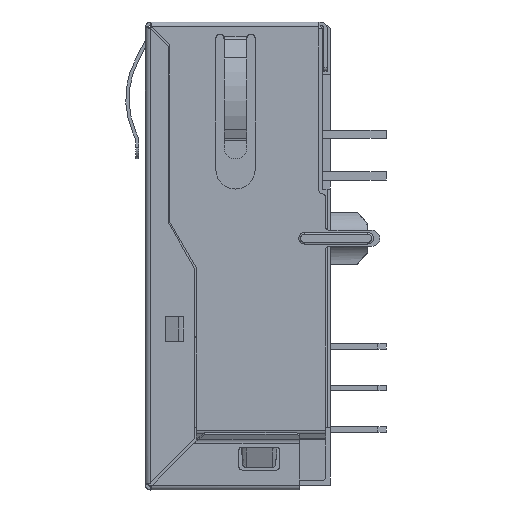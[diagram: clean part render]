
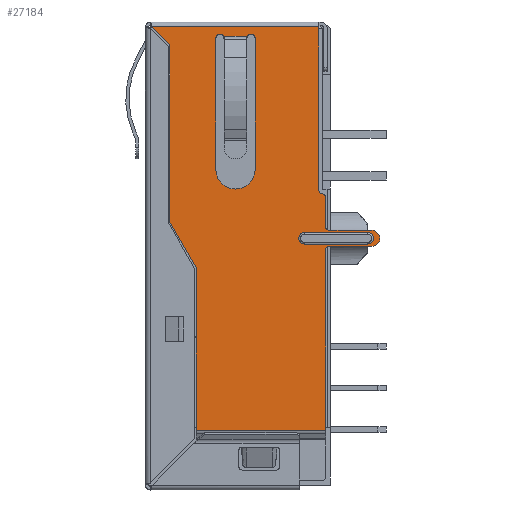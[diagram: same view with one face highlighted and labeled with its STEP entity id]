
A CAD part, left-side view. The second image highlights one B-rep face of the part: STEP entity #27184.
In plain terms, the highlighted planar face has unit normal (-1, 0, 0).
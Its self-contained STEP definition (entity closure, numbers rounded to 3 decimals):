
#6761=DIRECTION('',(0.,1.,0.));
#6762=VECTOR('',#6761,10.2);
#6763=CARTESIAN_POINT('',(3.388,-0.027,
11.));
#6764=LINE('',#6763,#6762);
#6774=CARTESIAN_POINT('',(3.388,-0.627,
-1.21));
#6775=DIRECTION('',(-1.,0.,0.));
#6776=DIRECTION('',(0.,1.,0.));
#6777=AXIS2_PLACEMENT_3D('',#6774,#6775,#6776);
#6779=CARTESIAN_POINT('',(3.388,-3.247,
-1.91));
#6780=DIRECTION('',(1.,0.,0.));
#6781=DIRECTION('',(0.,0.,1.));
#6782=AXIS2_PLACEMENT_3D('',#6779,#6780,#6781);
#6784=CARTESIAN_POINT('',(3.388,-0.627,
-2.61));
#6785=DIRECTION('',(-1.,0.,0.));
#6786=DIRECTION('',(0.,0.,1.));
#6787=AXIS2_PLACEMENT_3D('',#6784,#6785,#6786);
#6789=DIRECTION('',(0.,0.5,0.866));
#6790=VECTOR('',#6789,3.2);
#6791=CARTESIAN_POINT('',(3.388,7.473,-3.71));
#6792=LINE('',#6791,#6790);
#6793=DIRECTION('',(0.,0.707,0.707));
#6794=VECTOR('',#6793,1.556);
#6795=CARTESIAN_POINT('',(3.388,9.073,9.9));
#6796=LINE('',#6795,#6794);
#6797=DIRECTION('',(0.,0.,-1.));
#6798=VECTOR('',#6797,10.);
#6799=CARTESIAN_POINT('',(3.388,-0.027,
11.));
#6800=LINE('',#6799,#6798);
#6801=CARTESIAN_POINT('',(3.388,-0.227,
1.));
#6802=DIRECTION('',(-1.,0.,0.));
#6803=DIRECTION('',(0.,1.,0.));
#6804=AXIS2_PLACEMENT_3D('',#6801,#6802,#6803);
#6806=CARTESIAN_POINT('',(3.388,-0.227,
0.6));
#6807=DIRECTION('',(1.,0.,0.));
#6808=DIRECTION('',(0.,0.,1.));
#6809=AXIS2_PLACEMENT_3D('',#6806,#6807,#6808);
#6811=CARTESIAN_POINT('',(3.388,5.073,2.3));
#6812=DIRECTION('',(-1.,0.,0.));
#6813=DIRECTION('',(0.,1.,0.));
#6814=AXIS2_PLACEMENT_3D('',#6811,#6812,#6813);
#6816=CARTESIAN_POINT('',(3.388,-2.997,
-1.91));
#6817=DIRECTION('',(-1.,0.,0.));
#6818=DIRECTION('',(0.,0.,-1.));
#6819=AXIS2_PLACEMENT_3D('',#6816,#6817,#6818);
#6821=CARTESIAN_POINT('',(3.388,0.853,
-1.91));
#6822=DIRECTION('',(-1.,0.,0.));
#6823=DIRECTION('',(0.,0.,1.));
#6824=AXIS2_PLACEMENT_3D('',#6821,#6822,#6823);
#6826=DIRECTION('',(0.,0.,1.));
#6827=VECTOR('',#6826,1.81);
#6828=CARTESIAN_POINT('',(3.388,-0.427,
-1.21));
#6829=LINE('',#6828,#6827);
#6910=DIRECTION('',(0.,0.,-1.));
#6911=VECTOR('',#6910,10.839);
#6912=CARTESIAN_POINT('',(3.388,9.073,9.9));
#6913=LINE('',#6912,#6911);
#6946=DIRECTION('',(0.,0.,-1.));
#6947=VECTOR('',#6946,9.921);
#6948=CARTESIAN_POINT('',(3.388,7.473,-3.71));
#6949=LINE('',#6948,#6947);
#6950=DIRECTION('',(0.,-1.,0.));
#6951=VECTOR('',#6950,7.9);
#6952=CARTESIAN_POINT('',(3.388,7.473,-13.632));
#6953=LINE('',#6952,#6951);
#6998=DIRECTION('',(0.,0.,1.));
#6999=VECTOR('',#6998,11.021);
#7000=CARTESIAN_POINT('',(3.388,-0.427,
-13.632));
#7001=LINE('',#7000,#6999);
#7276=DIRECTION('',(0.,-1.,0.));
#7277=VECTOR('',#7276,2.62);
#7278=CARTESIAN_POINT('',(3.388,-0.627,
-2.41));
#7279=LINE('',#7278,#7277);
#7300=DIRECTION('',(0.,1.,0.));
#7301=VECTOR('',#7300,2.62);
#7302=CARTESIAN_POINT('',(3.388,-3.247,
-1.41));
#7303=LINE('',#7302,#7301);
#7330=CARTESIAN_POINT('',(3.388,4.123,10.3));
#7331=DIRECTION('',(1.,0.,0.));
#7332=DIRECTION('',(0.,0.88,0.475));
#7333=AXIS2_PLACEMENT_3D('',#7330,#7331,#7332);
#7344=DIRECTION('',(0.,0.,-1.));
#7345=VECTOR('',#7344,8.);
#7346=CARTESIAN_POINT('',(3.388,3.873,10.3));
#7347=LINE('',#7346,#7345);
#7360=DIRECTION('',(0.,0.,1.));
#7361=VECTOR('',#7360,8.);
#7362=CARTESIAN_POINT('',(3.388,6.273,2.3));
#7363=LINE('',#7362,#7361);
#7372=CARTESIAN_POINT('',(3.388,6.023,10.3));
#7373=DIRECTION('',(1.,0.,0.));
#7374=DIRECTION('',(0.,1.,0.));
#7375=AXIS2_PLACEMENT_3D('',#7372,#7373,#7374);
#7552=DIRECTION('',(0.,-1.,0.));
#7553=VECTOR('',#7552,1.46);
#7554=CARTESIAN_POINT('',(3.388,5.803,10.418));
#7555=LINE('',#7554,#7553);
#7628=DIRECTION('',(0.,1.,0.));
#7629=VECTOR('',#7628,3.85);
#7630=CARTESIAN_POINT('',(3.388,-2.997,
-2.26));
#7631=LINE('',#7630,#7629);
#7670=DIRECTION('',(0.,-1.,0.));
#7671=VECTOR('',#7670,3.85);
#7672=CARTESIAN_POINT('',(3.388,0.853,
-1.56));
#7673=LINE('',#7672,#7671);
#15494=CARTESIAN_POINT('',(3.388,-0.027,
11.));
#15495=VERTEX_POINT('',#15494);
#15498=CARTESIAN_POINT('',(3.388,-0.027,
1.));
#15499=VERTEX_POINT('',#15498);
#15500=CARTESIAN_POINT('',(3.388,-0.427,
-1.21));
#15501=CARTESIAN_POINT('',(3.388,-0.627,
-1.41));
#15502=VERTEX_POINT('',#15500);
#15503=VERTEX_POINT('',#15501);
#15504=CARTESIAN_POINT('',(3.388,-3.247,
-1.41));
#15505=CARTESIAN_POINT('',(3.388,-3.247,
-2.41));
#15506=VERTEX_POINT('',#15504);
#15507=VERTEX_POINT('',#15505);
#15508=CARTESIAN_POINT('',(3.388,-0.627,
-2.41));
#15509=CARTESIAN_POINT('',(3.388,-0.427,
-2.61));
#15510=VERTEX_POINT('',#15508);
#15511=VERTEX_POINT('',#15509);
#15512=CARTESIAN_POINT('',(3.388,7.473,
-3.71));
#15513=CARTESIAN_POINT('',(3.388,9.073,
-0.939));
#15514=VERTEX_POINT('',#15512);
#15515=VERTEX_POINT('',#15513);
#15516=CARTESIAN_POINT('',(3.388,9.073,9.9));
#15517=CARTESIAN_POINT('',(3.388,10.173,11.));
#15518=VERTEX_POINT('',#15516);
#15519=VERTEX_POINT('',#15517);
#15520=CARTESIAN_POINT('',(3.388,-0.227,
0.8));
#15521=VERTEX_POINT('',#15520);
#15522=CARTESIAN_POINT('',(3.388,-0.427,
0.6));
#15523=VERTEX_POINT('',#15522);
#15524=CARTESIAN_POINT('',(3.388,6.273,2.3));
#15525=CARTESIAN_POINT('',(3.388,3.873,2.3));
#15526=VERTEX_POINT('',#15524);
#15527=VERTEX_POINT('',#15525);
#15528=CARTESIAN_POINT('',(3.388,-2.997,
-2.26));
#15529=CARTESIAN_POINT('',(3.388,-2.997,
-1.56));
#15530=VERTEX_POINT('',#15528);
#15531=VERTEX_POINT('',#15529);
#15532=CARTESIAN_POINT('',(3.388,0.853,
-1.56));
#15533=CARTESIAN_POINT('',(3.388,0.853,
-2.26));
#15534=VERTEX_POINT('',#15532);
#15535=VERTEX_POINT('',#15533);
#15721=CARTESIAN_POINT('',(3.388,7.473,
-13.632));
#15722=VERTEX_POINT('',#15721);
#15771=CARTESIAN_POINT('',(3.388,-0.427,
-13.632));
#15772=VERTEX_POINT('',#15771);
#15799=CARTESIAN_POINT('',(3.388,4.343,10.418));
#15800=VERTEX_POINT('',#15799);
#15801=CARTESIAN_POINT('',(3.388,3.873,10.3));
#15802=VERTEX_POINT('',#15801);
#15803=CARTESIAN_POINT('',(3.388,6.273,10.3));
#15804=VERTEX_POINT('',#15803);
#15805=CARTESIAN_POINT('',(3.388,5.803,10.418));
#15806=VERTEX_POINT('',#15805);
#27123=CARTESIAN_POINT('',(3.388,3.213,
-1.316));
#27124=DIRECTION('',(1.,0.,0.));
#27125=DIRECTION('',(0.,0.,-1.));
#27126=AXIS2_PLACEMENT_3D('',#27123,#27124,#27125);
#27127=PLANE('',#27126);
#27129=ORIENTED_EDGE('',*,*,#27128,.F.);
#27131=ORIENTED_EDGE('',*,*,#27130,.T.);
#27133=ORIENTED_EDGE('',*,*,#27132,.F.);
#27135=ORIENTED_EDGE('',*,*,#27134,.T.);
#27137=ORIENTED_EDGE('',*,*,#27136,.F.);
#27139=ORIENTED_EDGE('',*,*,#27138,.T.);
#27141=ORIENTED_EDGE('',*,*,#27140,.F.);
#27143=ORIENTED_EDGE('',*,*,#27142,.F.);
#27145=ORIENTED_EDGE('',*,*,#27144,.F.);
#27147=ORIENTED_EDGE('',*,*,#27146,.T.);
#27149=ORIENTED_EDGE('',*,*,#27148,.F.);
#27151=ORIENTED_EDGE('',*,*,#27150,.T.);
#27152=ORIENTED_EDGE('',*,*,#27117,.F.);
#27153=ORIENTED_EDGE('',*,*,#23377,.T.);
#27155=ORIENTED_EDGE('',*,*,#27154,.T.);
#27157=ORIENTED_EDGE('',*,*,#27156,.T.);
#27158=EDGE_LOOP('',(#27129,#27131,#27133,#27135,#27137,#27139,#27141,#27143,
#27145,#27147,#27149,#27151,#27152,#27153,#27155,#27157));
#27159=FACE_OUTER_BOUND('',#27158,.F.);
#27161=ORIENTED_EDGE('',*,*,#27160,.F.);
#27163=ORIENTED_EDGE('',*,*,#27162,.F.);
#27165=ORIENTED_EDGE('',*,*,#27164,.T.);
#27167=ORIENTED_EDGE('',*,*,#27166,.F.);
#27169=ORIENTED_EDGE('',*,*,#27168,.F.);
#27171=ORIENTED_EDGE('',*,*,#27170,.F.);
#27172=EDGE_LOOP('',(#27161,#27163,#27165,#27167,#27169,#27171));
#27173=FACE_BOUND('',#27172,.F.);
#27175=ORIENTED_EDGE('',*,*,#27174,.F.);
#27177=ORIENTED_EDGE('',*,*,#27176,.T.);
#27179=ORIENTED_EDGE('',*,*,#27178,.F.);
#27181=ORIENTED_EDGE('',*,*,#27180,.T.);
#27182=EDGE_LOOP('',(#27175,#27177,#27179,#27181));
#27183=FACE_BOUND('',#27182,.F.);
#27184=ADVANCED_FACE('',(#27159,#27173,#27183),#27127,.F.);
#6778=CIRCLE('',#6777,0.2);
#6783=CIRCLE('',#6782,0.5);
#6788=CIRCLE('',#6787,0.2);
#6805=CIRCLE('',#6804,0.2);
#6810=CIRCLE('',#6809,0.2);
#6815=CIRCLE('',#6814,1.2);
#6820=CIRCLE('',#6819,0.35);
#6825=CIRCLE('',#6824,0.35);
#7334=CIRCLE('',#7333,0.25);
#7376=CIRCLE('',#7375,0.25);
#23377=EDGE_CURVE('',#15495,#15499,#6800,.T.);
#27117=EDGE_CURVE('',#15495,#15519,#6764,.T.);
#27128=EDGE_CURVE('',#15502,#15523,#6829,.T.);
#27130=EDGE_CURVE('',#15502,#15503,#6778,.T.);
#27132=EDGE_CURVE('',#15506,#15503,#7303,.T.);
#27134=EDGE_CURVE('',#15506,#15507,#6783,.T.);
#27136=EDGE_CURVE('',#15510,#15507,#7279,.T.);
#27138=EDGE_CURVE('',#15510,#15511,#6788,.T.);
#27140=EDGE_CURVE('',#15772,#15511,#7001,.T.);
#27142=EDGE_CURVE('',#15722,#15772,#6953,.T.);
#27144=EDGE_CURVE('',#15514,#15722,#6949,.T.);
#27146=EDGE_CURVE('',#15514,#15515,#6792,.T.);
#27148=EDGE_CURVE('',#15518,#15515,#6913,.T.);
#27150=EDGE_CURVE('',#15518,#15519,#6796,.T.);
#27154=EDGE_CURVE('',#15499,#15521,#6805,.T.);
#27156=EDGE_CURVE('',#15521,#15523,#6810,.T.);
#27160=EDGE_CURVE('',#15804,#15806,#7376,.T.);
#27162=EDGE_CURVE('',#15526,#15804,#7363,.T.);
#27164=EDGE_CURVE('',#15526,#15527,#6815,.T.);
#27166=EDGE_CURVE('',#15802,#15527,#7347,.T.);
#27168=EDGE_CURVE('',#15800,#15802,#7334,.T.);
#27170=EDGE_CURVE('',#15806,#15800,#7555,.T.);
#27174=EDGE_CURVE('',#15530,#15535,#7631,.T.);
#27176=EDGE_CURVE('',#15530,#15531,#6820,.T.);
#27178=EDGE_CURVE('',#15534,#15531,#7673,.T.);
#27180=EDGE_CURVE('',#15534,#15535,#6825,.T.);
